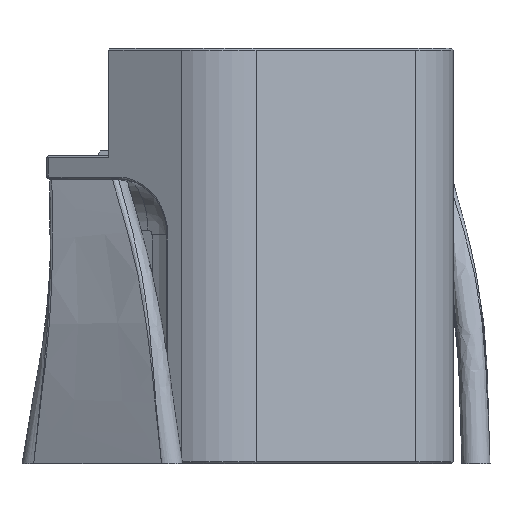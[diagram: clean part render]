
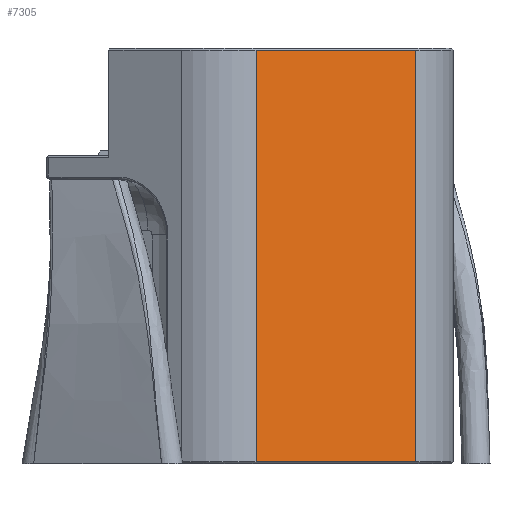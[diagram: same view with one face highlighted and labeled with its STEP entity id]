
A CAD part, left-side view. The second image highlights one B-rep face of the part: STEP entity #7305.
In plain terms, the highlighted planar face has unit normal (-0.866, -0.5, 0).
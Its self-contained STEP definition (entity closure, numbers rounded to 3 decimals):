
#880=LINE('',#23109,#1399);
#945=LINE('',#23274,#1464);
#952=LINE('',#23293,#1471);
#968=LINE('',#23347,#1487);
#1399=VECTOR('',#9267,10.);
#1464=VECTOR('',#9432,10.);
#1471=VECTOR('',#9459,10.);
#1487=VECTOR('',#9525,10.);
#1906=FACE_OUTER_BOUND('',#2310,.T.);
#2310=EDGE_LOOP('',(#6501,#6502,#6503,#6504));
#3334=VERTEX_POINT('',#23103);
#3335=VERTEX_POINT('',#23107);
#3384=VERTEX_POINT('',#23268);
#3385=VERTEX_POINT('',#23272);
#4333=EDGE_CURVE('',#3334,#3335,#880,.T.);
#4418=EDGE_CURVE('',#3384,#3385,#945,.T.);
#4428=EDGE_CURVE('',#3335,#3384,#952,.T.);
#4456=EDGE_CURVE('',#3385,#3334,#968,.T.);
#6501=ORIENTED_EDGE('',*,*,#4333,.F.);
#6502=ORIENTED_EDGE('',*,*,#4456,.F.);
#6503=ORIENTED_EDGE('',*,*,#4418,.F.);
#6504=ORIENTED_EDGE('',*,*,#4428,.F.);
#6972=PLANE('',#7915);
#7305=ADVANCED_FACE('',(#1906),#6972,.T.);
#7915=AXIS2_PLACEMENT_3D('',#23348,#9526,#9527);
#9267=DIRECTION('',(0.5,-0.866,0.));
#9432=DIRECTION('',(-0.5,0.866,0.));
#9459=DIRECTION('',(0.,0.,-1.));
#9525=DIRECTION('',(0.,0.,1.));
#9526=DIRECTION('center_axis',(-0.866,-0.5,0.));
#9527=DIRECTION('ref_axis',(0.,0.,1.));
#23103=CARTESIAN_POINT('',(-102.367,-0.802,-35.496));
#23107=CARTESIAN_POINT('',(-82.619,-35.007,-35.496));
#23109=CARTESIAN_POINT('',(-93.873,-15.514,-35.496));
#23268=CARTESIAN_POINT('',(-82.619,-35.007,-123.696));
#23272=CARTESIAN_POINT('',(-102.367,-0.802,-123.696));
#23274=CARTESIAN_POINT('',(-97.972,-8.413,-123.696));
#23293=CARTESIAN_POINT('',(-82.619,-35.007,-101.846));
#23347=CARTESIAN_POINT('',(-102.367,-0.802,-101.846));
#23348=CARTESIAN_POINT('Origin',(-95.119,-13.355,-79.596));
